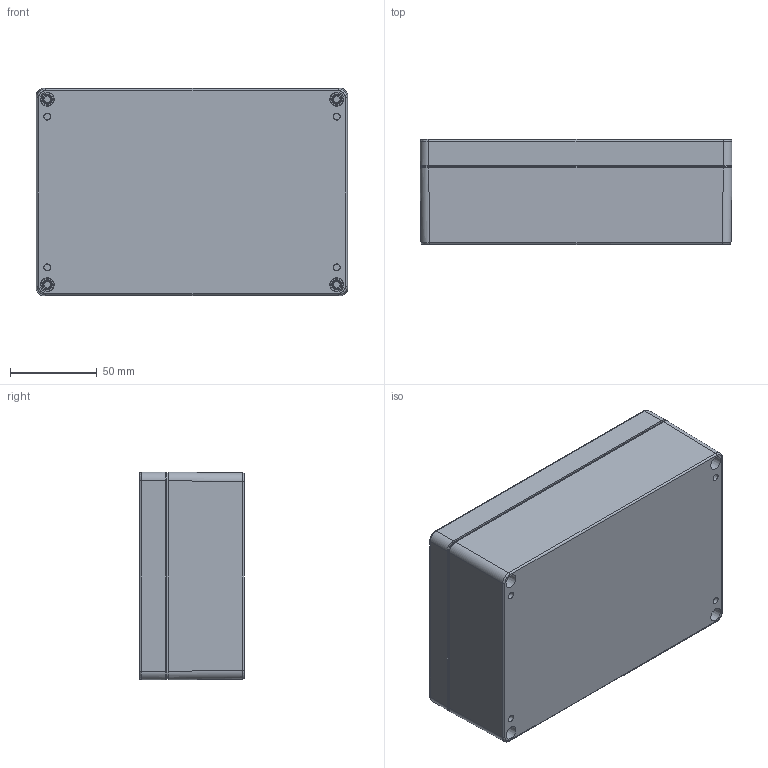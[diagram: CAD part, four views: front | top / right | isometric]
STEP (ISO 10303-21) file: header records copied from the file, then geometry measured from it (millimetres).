
FILE_DESCRIPTION (( 'STEP AP214' ), '1' );
FILE_NAME ('1554HGY.STEP', '2020-11-07T14:31:20', ( '' ), ( '' ), 'SwSTEP 2.0', 'SolidWorks 2019', '' );
FILE_SCHEMA (( 'AUTOMOTIVE_DESIGN' ));
Length unit declared in the file: inch
Products named in the file (1): 1554HGY
Bounding box: 180 x 60.5 x 120 mm (x, y, z)
Volume: 249274 mm3; surface area: 179461.1 mm2
Topology: 15 solids, 15 shells, 1364 faces, 3558 edges, 2302 vertices
Faces by surface type: bspline 424, plane 382, cylinder 348, cone 210
Full cylindrical faces by diameter (mm): 2 x8, 2.464 x4, 3.251 x4, 3.43 x4, 3.5 x4, 3.81 x12, 3.88 x4, 3.912 x4, 5.334 x4, 5.537 x8, 6.35 x8
Entity records: 52148 total; most frequent: CARTESIAN_POINT 21583, ORIENTED_EDGE 6720, DIRECTION 5387, EDGE_CURVE 3360, VERTEX_POINT 2246, AXIS2_PLACEMENT_3D 1917, EDGE_LOOP 1626, VECTOR 1553
